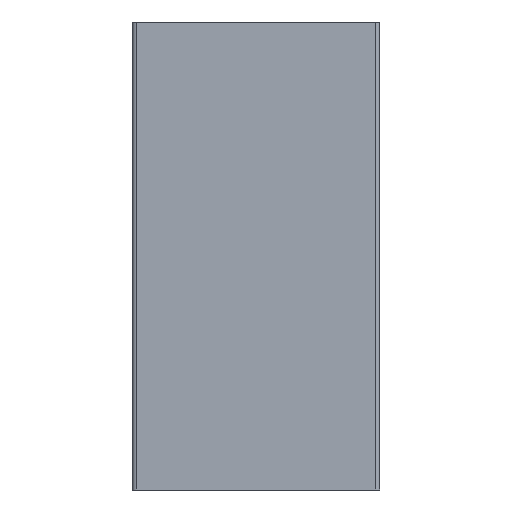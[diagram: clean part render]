
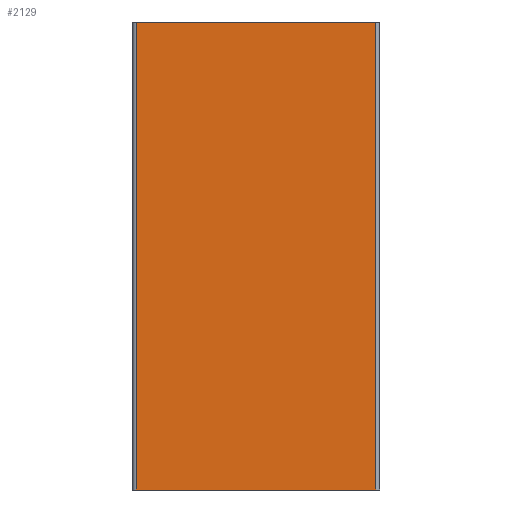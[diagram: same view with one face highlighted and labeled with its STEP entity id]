
A CAD part, left-side view. The second image highlights one B-rep face of the part: STEP entity #2129.
In plain terms, the highlighted planar face has unit normal (-1, 0, 0).
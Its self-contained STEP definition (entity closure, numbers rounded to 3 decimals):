
#65 = VERTEX_POINT ( 'NONE', #3469 ) ;
#174 = CARTESIAN_POINT ( 'NONE',  ( -0.15, 0., 0. ) ) ;
#667 = CARTESIAN_POINT ( 'NONE',  ( -0.15, 0.217, -0.85 ) ) ;
#684 = CARTESIAN_POINT ( 'NONE',  ( -0.15, -0.218, -0.85 ) ) ;
#787 = EDGE_CURVE ( 'NONE', #2705, #65, #1345, .T. ) ;
#1064 = LINE ( 'NONE', #1994, #6069 ) ;
#1345 = LINE ( 'NONE', #174, #2626 ) ;
#1717 = EDGE_CURVE ( 'NONE', #65, #4491, #3712, .T. ) ;
#1783 = EDGE_CURVE ( 'NONE', #4491, #3551, #4704, .T. ) ;
#1994 = CARTESIAN_POINT ( 'NONE',  ( -0.15, 0.217, -0.85 ) ) ;
#2129 = ADVANCED_FACE ( 'NONE', ( #2244 ), #3240, .F. ) ;
#2244 = FACE_OUTER_BOUND ( 'NONE', #3392, .T. ) ;
#2285 = DIRECTION ( 'NONE',  ( 1., 0., 0. ) ) ;
#2381 = DIRECTION ( 'NONE',  ( 0., 0., -1. ) ) ;
#2481 = DIRECTION ( 'NONE',  ( 0., 0., 1. ) ) ;
#2626 = VECTOR ( 'NONE', #4044, 1000. ) ;
#2705 = VERTEX_POINT ( 'NONE', #3332 ) ;
#2734 = AXIS2_PLACEMENT_3D ( 'NONE', #5218, #2285, #5699 ) ;
#2850 = EDGE_CURVE ( 'NONE', #3551, #2705, #1064, .T. ) ;
#3202 = CARTESIAN_POINT ( 'NONE',  ( -0.15, -0.218, -0.85 ) ) ;
#3240 = PLANE ( 'NONE',  #2734 ) ;
#3332 = CARTESIAN_POINT ( 'NONE',  ( -0.15, 0.217, 0. ) ) ;
#3392 = EDGE_LOOP ( 'NONE', ( #6272, #3608, #4193, #5220 ) ) ;
#3406 = VECTOR ( 'NONE', #4383, 1000. ) ;
#3469 = CARTESIAN_POINT ( 'NONE',  ( -0.15, -0.218, 0. ) ) ;
#3551 = VERTEX_POINT ( 'NONE', #667 ) ;
#3608 = ORIENTED_EDGE ( 'NONE', *, *, #787, .F. ) ;
#3712 = LINE ( 'NONE', #3202, #4863 ) ;
#4044 = DIRECTION ( 'NONE',  ( 0., -1., 0. ) ) ;
#4193 = ORIENTED_EDGE ( 'NONE', *, *, #2850, .F. ) ;
#4383 = DIRECTION ( 'NONE',  ( 0., 1., 0. ) ) ;
#4491 = VERTEX_POINT ( 'NONE', #684 ) ;
#4704 = LINE ( 'NONE', #5329, #3406 ) ;
#4863 = VECTOR ( 'NONE', #2381, 1000. ) ;
#5218 = CARTESIAN_POINT ( 'NONE',  ( -0.15, 0., -0.85 ) ) ;
#5220 = ORIENTED_EDGE ( 'NONE', *, *, #1783, .F. ) ;
#5329 = CARTESIAN_POINT ( 'NONE',  ( -0.15, 0., -0.85 ) ) ;
#5699 = DIRECTION ( 'NONE',  ( 0., 0., -1. ) ) ;
#6069 = VECTOR ( 'NONE', #2481, 1000. ) ;
#6272 = ORIENTED_EDGE ( 'NONE', *, *, #1717, .F. ) ;
